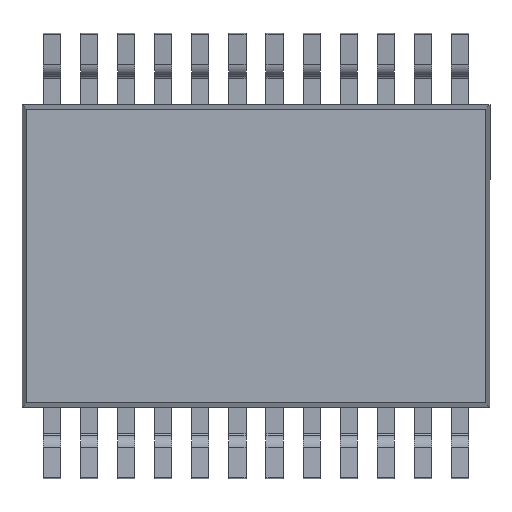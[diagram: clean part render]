
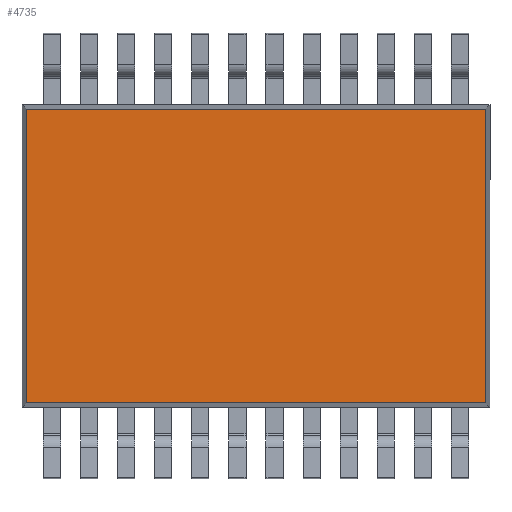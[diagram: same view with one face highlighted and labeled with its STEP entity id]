
A CAD part, front view. The second image highlights one B-rep face of the part: STEP entity #4735.
In plain terms, the highlighted planar face has unit normal (0, -1, 0).
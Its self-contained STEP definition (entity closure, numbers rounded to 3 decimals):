
#64 = DIRECTION ( 'NONE',  ( 0., -1., 0. ) ) ;
#1019 = VECTOR ( 'NONE', #5760, 1000. ) ;
#1560 = LINE ( 'NONE', #7191, #6640 ) ;
#1601 = DIRECTION ( 'NONE',  ( 0., 0., -1. ) ) ;
#1752 = EDGE_CURVE ( 'NONE', #10153, #10657, #9716, .T. ) ;
#1783 = EDGE_LOOP ( 'NONE', ( #10166, #7758, #10436, #7465 ) ) ;
#1865 = VECTOR ( 'NONE', #6555, 1000. ) ;
#2460 = FACE_OUTER_BOUND ( 'NONE', #1783, .T. ) ;
#3089 = CARTESIAN_POINT ( 'NONE',  ( -4.022, 0.05, 2.572 ) ) ;
#3859 = EDGE_CURVE ( 'NONE', #8056, #5149, #1560, .T. ) ;
#4735 = ADVANCED_FACE ( 'NONE', ( #2460 ), #5900, .T. ) ;
#4783 = CARTESIAN_POINT ( 'NONE',  ( 4.022, 0.05, -2.572 ) ) ;
#5149 = VERTEX_POINT ( 'NONE', #4783 ) ;
#5480 = VECTOR ( 'NONE', #6147, 1000. ) ;
#5760 = DIRECTION ( 'NONE',  ( 0., 0., -1. ) ) ;
#5900 = PLANE ( 'NONE',  #9022 ) ;
#6147 = DIRECTION ( 'NONE',  ( -1., 0., 0. ) ) ;
#6555 = DIRECTION ( 'NONE',  ( 0., 0., 1. ) ) ;
#6640 = VECTOR ( 'NONE', #8780, 1000. ) ;
#7191 = CARTESIAN_POINT ( 'NONE',  ( -4.1, 0.05, -2.572 ) ) ;
#7465 = ORIENTED_EDGE ( 'NONE', *, *, #10789, .T. ) ;
#7758 = ORIENTED_EDGE ( 'NONE', *, *, #9146, .T. ) ;
#8056 = VERTEX_POINT ( 'NONE', #9169 ) ;
#8780 = DIRECTION ( 'NONE',  ( 1., 0., 0. ) ) ;
#9022 = AXIS2_PLACEMENT_3D ( 'NONE', #9390, #64, #1601 ) ;
#9146 = EDGE_CURVE ( 'NONE', #5149, #10153, #9453, .T. ) ;
#9169 = CARTESIAN_POINT ( 'NONE',  ( -4.022, 0.05, -2.572 ) ) ;
#9249 = CARTESIAN_POINT ( 'NONE',  ( 4.022, 0.05, -2.65 ) ) ;
#9390 = CARTESIAN_POINT ( 'NONE',  ( 0., 0.05, 0. ) ) ;
#9453 = LINE ( 'NONE', #9249, #1865 ) ;
#9716 = LINE ( 'NONE', #10473, #5480 ) ;
#10153 = VERTEX_POINT ( 'NONE', #10398 ) ;
#10166 = ORIENTED_EDGE ( 'NONE', *, *, #3859, .T. ) ;
#10398 = CARTESIAN_POINT ( 'NONE',  ( 4.022, 0.05, 2.572 ) ) ;
#10436 = ORIENTED_EDGE ( 'NONE', *, *, #1752, .T. ) ;
#10473 = CARTESIAN_POINT ( 'NONE',  ( 4.1, 0.05, 2.572 ) ) ;
#10491 = LINE ( 'NONE', #10888, #1019 ) ;
#10657 = VERTEX_POINT ( 'NONE', #3089 ) ;
#10789 = EDGE_CURVE ( 'NONE', #10657, #8056, #10491, .T. ) ;
#10888 = CARTESIAN_POINT ( 'NONE',  ( -4.022, 0.05, 2.65 ) ) ;
